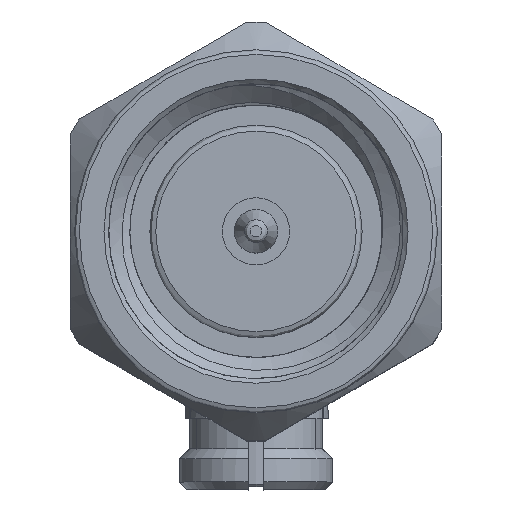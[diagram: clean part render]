
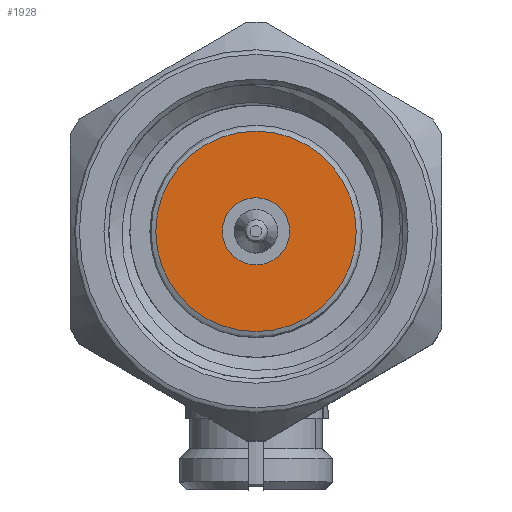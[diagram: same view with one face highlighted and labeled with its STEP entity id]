
A CAD part, top view. The second image highlights one B-rep face of the part: STEP entity #1928.
In plain terms, the highlighted face is planar.
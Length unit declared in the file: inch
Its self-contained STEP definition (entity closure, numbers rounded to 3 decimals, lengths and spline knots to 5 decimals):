
#13 = EDGE_CURVE ( 'NONE', #5997, #5997, #1585, .T. ) ;
#410 = FACE_OUTER_BOUND ( 'NONE', #5127, .T. ) ;
#466 = CIRCLE ( 'NONE', #2617, 0.085 ) ;
#483 = AXIS2_PLACEMENT_3D ( 'NONE', #5980, #4731, #3338 ) ;
#499 = VERTEX_POINT ( 'NONE', #3356 ) ;
#696 = DIRECTION ( 'NONE',  ( 0., 0., -1. ) ) ;
#697 = FACE_BOUND ( 'NONE', #2636, .T. ) ;
#717 = CARTESIAN_POINT ( 'NONE',  ( 0.11, 0., 0. ) ) ;
#814 = ORIENTED_EDGE ( 'NONE', *, *, #13, .F. ) ;
#1097 = CARTESIAN_POINT ( 'NONE',  ( 0.11, 0., 0. ) ) ;
#1560 = DIRECTION ( 'NONE',  ( 0., 0., -1. ) ) ;
#1585 = CIRCLE ( 'NONE', #2443, 0.0285 ) ;
#1928 = ADVANCED_FACE ( 'NONE', ( #697, #410 ), #2261, .F. ) ;
#2261 = PLANE ( 'NONE',  #483 ) ;
#2443 = AXIS2_PLACEMENT_3D ( 'NONE', #1097, #4367, #1560 ) ;
#2617 = AXIS2_PLACEMENT_3D ( 'NONE', #717, #5798, #696 ) ;
#2636 = EDGE_LOOP ( 'NONE', ( #814 ) ) ;
#3338 = DIRECTION ( 'NONE',  ( 0., 0., -1. ) ) ;
#3356 = CARTESIAN_POINT ( 'NONE',  ( 0.11, 0., -0.085 ) ) ;
#4317 = ORIENTED_EDGE ( 'NONE', *, *, #5258, .T. ) ;
#4367 = DIRECTION ( 'NONE',  ( -1., 0., 0. ) ) ;
#4731 = DIRECTION ( 'NONE',  ( 1., 0., 0. ) ) ;
#5127 = EDGE_LOOP ( 'NONE', ( #4317 ) ) ;
#5258 = EDGE_CURVE ( 'NONE', #499, #499, #466, .T. ) ;
#5559 = CARTESIAN_POINT ( 'NONE',  ( 0.11, 0., -0.0285 ) ) ;
#5798 = DIRECTION ( 'NONE',  ( -1., 0., 0. ) ) ;
#5980 = CARTESIAN_POINT ( 'NONE',  ( 0.11, 0.125, 0. ) ) ;
#5997 = VERTEX_POINT ( 'NONE', #5559 ) ;
